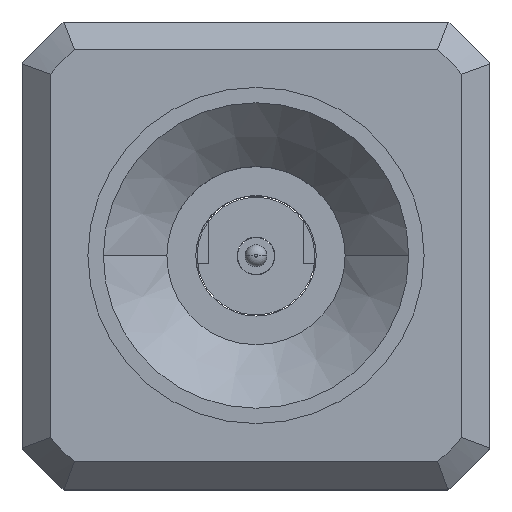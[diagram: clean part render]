
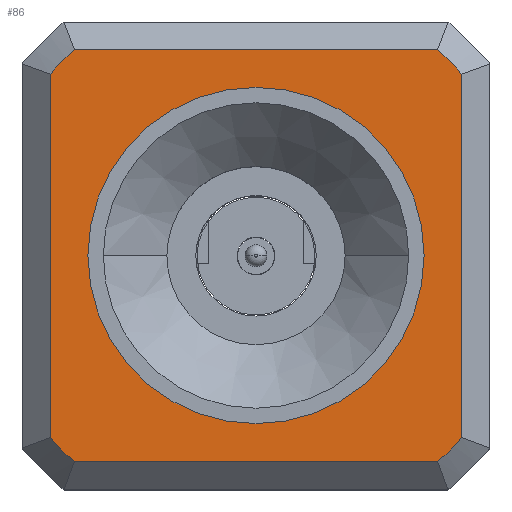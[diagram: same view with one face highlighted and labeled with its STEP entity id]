
A CAD part, top view. The second image highlights one B-rep face of the part: STEP entity #86.
In plain terms, the highlighted planar face has unit normal (0, 0, 1).
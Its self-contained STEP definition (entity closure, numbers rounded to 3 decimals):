
#4 = LINE ( 'NONE', #110, #816 ) ;
#7 = ORIENTED_EDGE ( 'NONE', *, *, #1023, .F. ) ;
#8 = CARTESIAN_POINT ( 'NONE',  ( -3.241, -3.675, 6.4 ) ) ;
#43 = ORIENTED_EDGE ( 'NONE', *, *, #1570, .T. ) ;
#53 = AXIS2_PLACEMENT_3D ( 'NONE', #1744, #1886, #548 ) ;
#86 = ADVANCED_FACE ( 'NONE', ( #617, #775 ), #180, .T. ) ;
#94 = CARTESIAN_POINT ( 'NONE',  ( 3.675, -3.241, 6.4 ) ) ;
#108 = CARTESIAN_POINT ( 'NONE',  ( 0., 0., 6.4 ) ) ;
#110 = CARTESIAN_POINT ( 'NONE',  ( 3.675, 3.425, 6.4 ) ) ;
#151 = AXIS2_PLACEMENT_3D ( 'NONE', #1091, #1375, #1827 ) ;
#153 = CARTESIAN_POINT ( 'NONE',  ( 0., 0., 6.4 ) ) ;
#175 = CIRCLE ( 'NONE', #53, 4.9 ) ;
#180 = PLANE ( 'NONE',  #151 ) ;
#183 = DIRECTION ( 'NONE',  ( 1., 0., 0. ) ) ;
#186 = DIRECTION ( 'NONE',  ( 0., 0., 1. ) ) ;
#210 = EDGE_LOOP ( 'NONE', ( #265, #394, #1916, #1098, #1100, #43, #231, #258 ) ) ;
#217 = CARTESIAN_POINT ( 'NONE',  ( -3.241, 3.675, 6.4 ) ) ;
#231 = ORIENTED_EDGE ( 'NONE', *, *, #1335, .T. ) ;
#241 = ORIENTED_EDGE ( 'NONE', *, *, #1732, .F. ) ;
#258 = ORIENTED_EDGE ( 'NONE', *, *, #904, .T. ) ;
#265 = ORIENTED_EDGE ( 'NONE', *, *, #1660, .T. ) ;
#300 = VERTEX_POINT ( 'NONE', #94 ) ;
#303 = VERTEX_POINT ( 'NONE', #684 ) ;
#333 = AXIS2_PLACEMENT_3D ( 'NONE', #1809, #600, #1207 ) ;
#356 = DIRECTION ( 'NONE',  ( 0., 0., 1. ) ) ;
#358 = CARTESIAN_POINT ( 'NONE',  ( -3.675, -3.241, 6.4 ) ) ;
#359 = EDGE_LOOP ( 'NONE', ( #241, #7 ) ) ;
#380 = CIRCLE ( 'NONE', #530, 4.9 ) ;
#394 = ORIENTED_EDGE ( 'NONE', *, *, #745, .T. ) ;
#426 = AXIS2_PLACEMENT_3D ( 'NONE', #830, #356, #1715 ) ;
#438 = EDGE_CURVE ( 'NONE', #300, #1689, #4, .T. ) ;
#442 = VERTEX_POINT ( 'NONE', #1766 ) ;
#520 = CARTESIAN_POINT ( 'NONE',  ( 3.425, -3.675, 6.4 ) ) ;
#530 = AXIS2_PLACEMENT_3D ( 'NONE', #108, #1626, #1608 ) ;
#548 = DIRECTION ( 'NONE',  ( 1., 0., 0. ) ) ;
#549 = CIRCLE ( 'NONE', #426, 2.975 ) ;
#600 = DIRECTION ( 'NONE',  ( 0., 0., 1. ) ) ;
#617 = FACE_BOUND ( 'NONE', #359, .T. ) ;
#664 = LINE ( 'NONE', #520, #1365 ) ;
#679 = VERTEX_POINT ( 'NONE', #358 ) ;
#684 = CARTESIAN_POINT ( 'NONE',  ( 2.975, 0., 6.4 ) ) ;
#722 = VERTEX_POINT ( 'NONE', #1573 ) ;
#745 = EDGE_CURVE ( 'NONE', #679, #1776, #380, .T. ) ;
#775 = FACE_OUTER_BOUND ( 'NONE', #210, .T. ) ;
#792 = DIRECTION ( 'NONE',  ( 1., 0., 0. ) ) ;
#807 = VECTOR ( 'NONE', #1501, 1000. ) ;
#816 = VECTOR ( 'NONE', #1324, 1000. ) ;
#830 = CARTESIAN_POINT ( 'NONE',  ( 0., 0., 6.4 ) ) ;
#879 = AXIS2_PLACEMENT_3D ( 'NONE', #1633, #186, #1341 ) ;
#904 = EDGE_CURVE ( 'NONE', #1493, #442, #1780, .T. ) ;
#907 = LINE ( 'NONE', #1653, #807 ) ;
#979 = VERTEX_POINT ( 'NONE', #1645 ) ;
#1023 = EDGE_CURVE ( 'NONE', #979, #303, #549, .T. ) ;
#1074 = CARTESIAN_POINT ( 'NONE',  ( 3.675, 3.241, 6.4 ) ) ;
#1091 = CARTESIAN_POINT ( 'NONE',  ( 0., 0., 6.4 ) ) ;
#1098 = ORIENTED_EDGE ( 'NONE', *, *, #1274, .T. ) ;
#1100 = ORIENTED_EDGE ( 'NONE', *, *, #438, .T. ) ;
#1207 = DIRECTION ( 'NONE',  ( 1., 0., 0. ) ) ;
#1211 = VERTEX_POINT ( 'NONE', #1463 ) ;
#1269 = VECTOR ( 'NONE', #1898, 1000. ) ;
#1274 = EDGE_CURVE ( 'NONE', #722, #300, #1519, .T. ) ;
#1307 = CIRCLE ( 'NONE', #333, 2.975 ) ;
#1317 = CARTESIAN_POINT ( 'NONE',  ( -3.675, -3.425, 6.4 ) ) ;
#1324 = DIRECTION ( 'NONE',  ( 0., 1., 0. ) ) ;
#1335 = EDGE_CURVE ( 'NONE', #1211, #1493, #907, .T. ) ;
#1341 = DIRECTION ( 'NONE',  ( 1., 0., 0. ) ) ;
#1349 = DIRECTION ( 'NONE',  ( 0., 0., 1. ) ) ;
#1365 = VECTOR ( 'NONE', #792, 1000. ) ;
#1368 = AXIS2_PLACEMENT_3D ( 'NONE', #153, #1349, #183 ) ;
#1375 = DIRECTION ( 'NONE',  ( 0., 0., 1. ) ) ;
#1463 = CARTESIAN_POINT ( 'NONE',  ( 3.241, 3.675, 6.4 ) ) ;
#1473 = EDGE_CURVE ( 'NONE', #1776, #722, #664, .T. ) ;
#1493 = VERTEX_POINT ( 'NONE', #217 ) ;
#1501 = DIRECTION ( 'NONE',  ( -1., 0., 0. ) ) ;
#1519 = CIRCLE ( 'NONE', #1368, 4.9 ) ;
#1570 = EDGE_CURVE ( 'NONE', #1689, #1211, #175, .T. ) ;
#1573 = CARTESIAN_POINT ( 'NONE',  ( 3.241, -3.675, 6.4 ) ) ;
#1576 = LINE ( 'NONE', #1317, #1269 ) ;
#1608 = DIRECTION ( 'NONE',  ( 1., 0., 0. ) ) ;
#1626 = DIRECTION ( 'NONE',  ( 0., 0., 1. ) ) ;
#1633 = CARTESIAN_POINT ( 'NONE',  ( 0., 0., 6.4 ) ) ;
#1645 = CARTESIAN_POINT ( 'NONE',  ( -2.975, 0., 6.4 ) ) ;
#1653 = CARTESIAN_POINT ( 'NONE',  ( -3.425, 3.675, 6.4 ) ) ;
#1660 = EDGE_CURVE ( 'NONE', #442, #679, #1576, .T. ) ;
#1689 = VERTEX_POINT ( 'NONE', #1074 ) ;
#1715 = DIRECTION ( 'NONE',  ( 1., 0., 0. ) ) ;
#1732 = EDGE_CURVE ( 'NONE', #303, #979, #1307, .T. ) ;
#1744 = CARTESIAN_POINT ( 'NONE',  ( 0., 0., 6.4 ) ) ;
#1766 = CARTESIAN_POINT ( 'NONE',  ( -3.675, 3.241, 6.4 ) ) ;
#1776 = VERTEX_POINT ( 'NONE', #8 ) ;
#1780 = CIRCLE ( 'NONE', #879, 4.9 ) ;
#1809 = CARTESIAN_POINT ( 'NONE',  ( 0., 0., 6.4 ) ) ;
#1827 = DIRECTION ( 'NONE',  ( 1., 0., 0. ) ) ;
#1886 = DIRECTION ( 'NONE',  ( 0., 0., 1. ) ) ;
#1898 = DIRECTION ( 'NONE',  ( 0., -1., 0. ) ) ;
#1916 = ORIENTED_EDGE ( 'NONE', *, *, #1473, .T. ) ;
